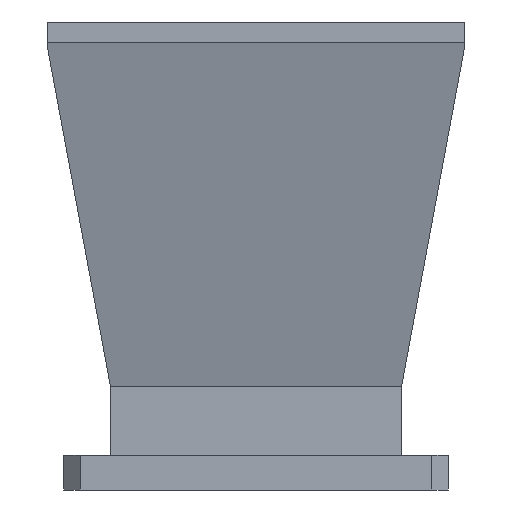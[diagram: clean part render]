
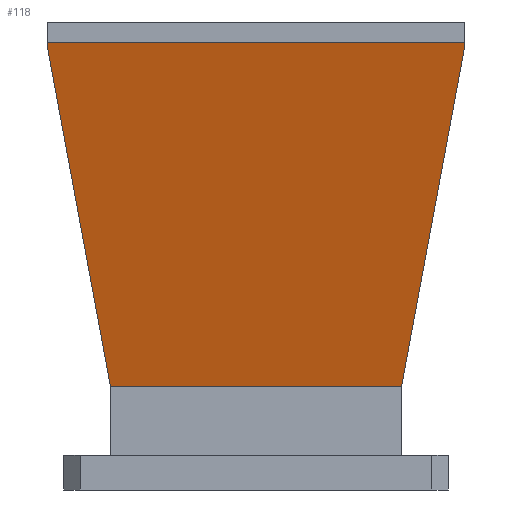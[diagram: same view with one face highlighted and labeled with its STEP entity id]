
A CAD part, left-side view. The second image highlights one B-rep face of the part: STEP entity #118.
In plain terms, the highlighted planar face has unit normal (-0.966, 0, -0.26).
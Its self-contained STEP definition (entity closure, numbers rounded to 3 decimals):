
#31 = CARTESIAN_POINT ( 'NONE',  ( -14.075, 0., 49.603 ) ) ;
#37 = CARTESIAN_POINT ( 'NONE',  ( -14.107, 26.775, 49.724 ) ) ;
#66 = EDGE_CURVE ( 'NONE', #1501, #607, #339, .T. ) ;
#94 = DIRECTION ( 'NONE',  ( -0.26, 0., 0.966 ) ) ;
#112 = AXIS2_PLACEMENT_3D ( 'NONE', #609, #786, #1516 ) ;
#118 = ADVANCED_FACE ( 'NONE', ( #645 ), #766, .F. ) ;
#136 = LINE ( 'NONE', #31, #1116 ) ;
#217 = VERTEX_POINT ( 'NONE', #942 ) ;
#223 = LINE ( 'NONE', #624, #327 ) ;
#277 = DIRECTION ( 'NONE',  ( 0.26, 0., -0.966 ) ) ;
#304 = LINE ( 'NONE', #724, #1186 ) ;
#315 = ORIENTED_EDGE ( 'NONE', *, *, #66, .F. ) ;
#318 = VECTOR ( 'NONE', #1544, 1000. ) ;
#327 = VECTOR ( 'NONE', #94, 1000. ) ;
#337 = ORIENTED_EDGE ( 'NONE', *, *, #446, .F. ) ;
#339 = LINE ( 'NONE', #1482, #1657 ) ;
#355 = ORIENTED_EDGE ( 'NONE', *, *, #1045, .T. ) ;
#379 = LINE ( 'NONE', #1373, #1327 ) ;
#406 = LINE ( 'NONE', #1562, #606 ) ;
#414 = DIRECTION ( 'NONE',  ( 0.256, -0.177, -0.95 ) ) ;
#446 = EDGE_CURVE ( 'NONE', #1102, #217, #304, .T. ) ;
#481 = ORIENTED_EDGE ( 'NONE', *, *, #713, .F. ) ;
#492 = CARTESIAN_POINT ( 'NONE',  ( -30.952, 38.389, 112.261 ) ) ;
#494 = CARTESIAN_POINT ( 'NONE',  ( -31.112, 0., 112.856 ) ) ;
#562 = DIRECTION ( 'NONE',  ( 0., 1., 0. ) ) ;
#574 = EDGE_CURVE ( 'NONE', #1501, #765, #379, .T. ) ;
#583 = DIRECTION ( 'NONE',  ( 0.26, 0., -0.966 ) ) ;
#595 = EDGE_CURVE ( 'NONE', #1359, #1650, #406, .T. ) ;
#606 = VECTOR ( 'NONE', #277, 1000. ) ;
#607 = VERTEX_POINT ( 'NONE', #1803 ) ;
#609 = CARTESIAN_POINT ( 'NONE',  ( -0.666, 0., -0.179 ) ) ;
#624 = CARTESIAN_POINT ( 'NONE',  ( -0.666, 26.775, -0.179 ) ) ;
#641 = DIRECTION ( 'NONE',  ( 0., -1., 0. ) ) ;
#645 = FACE_OUTER_BOUND ( 'NONE', #1296, .T. ) ;
#678 = ORIENTED_EDGE ( 'NONE', *, *, #1215, .F. ) ;
#713 = EDGE_CURVE ( 'NONE', #217, #795, #136, .T. ) ;
#722 = CARTESIAN_POINT ( 'NONE',  ( -14.075, 26.775, 49.603 ) ) ;
#724 = CARTESIAN_POINT ( 'NONE',  ( -0.666, -26.775, -0.179 ) ) ;
#765 = VERTEX_POINT ( 'NONE', #37 ) ;
#766 = PLANE ( 'NONE',  #112 ) ;
#786 = DIRECTION ( 'NONE',  ( 0.966, 0., 0.26 ) ) ;
#795 = VERTEX_POINT ( 'NONE', #722 ) ;
#886 = EDGE_CURVE ( 'NONE', #607, #1359, #1467, .T. ) ;
#941 = ORIENTED_EDGE ( 'NONE', *, *, #595, .F. ) ;
#942 = CARTESIAN_POINT ( 'NONE',  ( -14.075, -26.774, 49.603 ) ) ;
#1028 = VECTOR ( 'NONE', #641, 1000. ) ;
#1045 = EDGE_CURVE ( 'NONE', #1102, #1650, #1232, .T. ) ;
#1064 = ORIENTED_EDGE ( 'NONE', *, *, #574, .T. ) ;
#1102 = VERTEX_POINT ( 'NONE', #1265 ) ;
#1116 = VECTOR ( 'NONE', #562, 1000. ) ;
#1172 = ORIENTED_EDGE ( 'NONE', *, *, #886, .F. ) ;
#1186 = VECTOR ( 'NONE', #583, 1000. ) ;
#1215 = EDGE_CURVE ( 'NONE', #795, #765, #223, .T. ) ;
#1232 = LINE ( 'NONE', #1679, #318 ) ;
#1265 = CARTESIAN_POINT ( 'NONE',  ( -14.107, -26.775, 49.724 ) ) ;
#1269 = CARTESIAN_POINT ( 'NONE',  ( -31.112, -38.389, 112.856 ) ) ;
#1296 = EDGE_LOOP ( 'NONE', ( #315, #1064, #678, #481, #337, #355, #941, #1172 ) ) ;
#1327 = VECTOR ( 'NONE', #414, 1000. ) ;
#1359 = VERTEX_POINT ( 'NONE', #1269 ) ;
#1373 = CARTESIAN_POINT ( 'NONE',  ( -30.952, 38.389, 112.261 ) ) ;
#1467 = LINE ( 'NONE', #494, #1028 ) ;
#1482 = CARTESIAN_POINT ( 'NONE',  ( -0.666, 38.389, -0.179 ) ) ;
#1501 = VERTEX_POINT ( 'NONE', #492 ) ;
#1516 = DIRECTION ( 'NONE',  ( 0.26, 0., -0.966 ) ) ;
#1544 = DIRECTION ( 'NONE',  ( -0.256, -0.177, 0.95 ) ) ;
#1562 = CARTESIAN_POINT ( 'NONE',  ( -0.666, -38.389, -0.179 ) ) ;
#1650 = VERTEX_POINT ( 'NONE', #1718 ) ;
#1657 = VECTOR ( 'NONE', #1764, 1000. ) ;
#1679 = CARTESIAN_POINT ( 'NONE',  ( -14.107, -26.774, 49.724 ) ) ;
#1718 = CARTESIAN_POINT ( 'NONE',  ( -30.952, -38.389, 112.261 ) ) ;
#1764 = DIRECTION ( 'NONE',  ( -0.26, 0., 0.966 ) ) ;
#1803 = CARTESIAN_POINT ( 'NONE',  ( -31.112, 38.389, 112.856 ) ) ;
